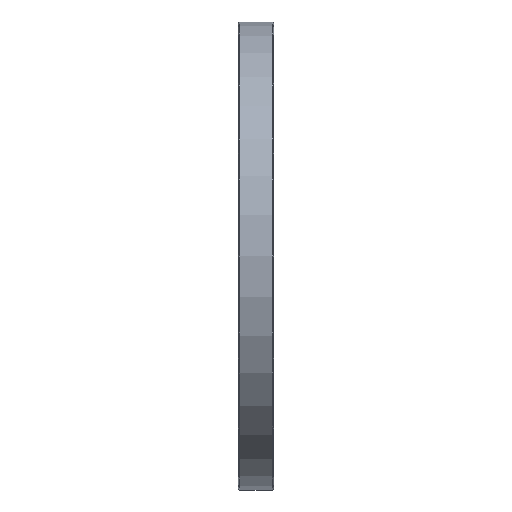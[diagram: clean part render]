
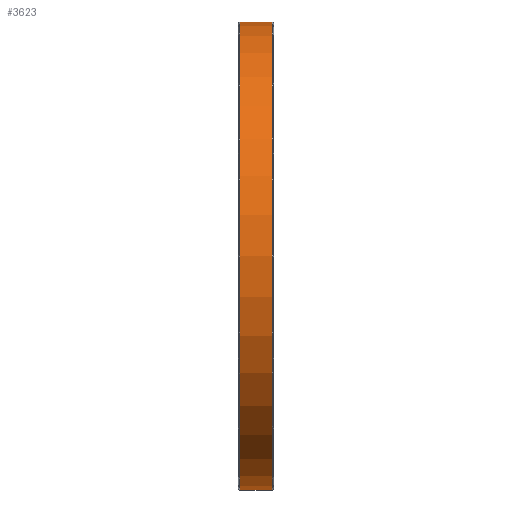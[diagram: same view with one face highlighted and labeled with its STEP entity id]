
A CAD part, left-side view. The second image highlights one B-rep face of the part: STEP entity #3623.
In plain terms, the highlighted cylindrical face has radius 16 mm (diameter 32 mm), a partial arc.
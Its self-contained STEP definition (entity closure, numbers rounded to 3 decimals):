
#18 = LINE ( 'NONE', #2013, #6963 ) ;
#43 = DIRECTION ( 'NONE',  ( 0., 0., 1. ) ) ;
#135 = CARTESIAN_POINT ( 'NONE',  ( 0., 0.1, -16. ) ) ;
#488 = EDGE_LOOP ( 'NONE', ( #1441, #3643, #3998, #4480 ) ) ;
#494 = CARTESIAN_POINT ( 'NONE',  ( 0., 0.1, 0. ) ) ;
#990 = AXIS2_PLACEMENT_3D ( 'NONE', #4711, #7380, #2759 ) ;
#1441 = ORIENTED_EDGE ( 'NONE', *, *, #7516, .F. ) ;
#1576 = AXIS2_PLACEMENT_3D ( 'NONE', #494, #3107, #2455 ) ;
#1646 = CARTESIAN_POINT ( 'NONE',  ( 0., 0.1, 16. ) ) ;
#1956 = VERTEX_POINT ( 'NONE', #1646 ) ;
#2013 = CARTESIAN_POINT ( 'NONE',  ( 0., 2.4, -16. ) ) ;
#2054 = FACE_OUTER_BOUND ( 'NONE', #488, .T. ) ;
#2060 = EDGE_CURVE ( 'NONE', #7329, #2250, #18, .T. ) ;
#2250 = VERTEX_POINT ( 'NONE', #135 ) ;
#2455 = DIRECTION ( 'NONE',  ( 0., 0., 1. ) ) ;
#2741 = CARTESIAN_POINT ( 'NONE',  ( 0., 2.3, 0. ) ) ;
#2759 = DIRECTION ( 'NONE',  ( 0., 0., -1. ) ) ;
#3107 = DIRECTION ( 'NONE',  ( 0., 1., 0. ) ) ;
#3395 = CARTESIAN_POINT ( 'NONE',  ( 0., 2.3, 16. ) ) ;
#3428 = CARTESIAN_POINT ( 'NONE',  ( 0., 2.3, -16. ) ) ;
#3590 = CYLINDRICAL_SURFACE ( 'NONE', #990, 16. ) ;
#3623 = ADVANCED_FACE ( 'NONE', ( #2054 ), #3590, .T. ) ;
#3643 = ORIENTED_EDGE ( 'NONE', *, *, #4028, .T. ) ;
#3813 = CIRCLE ( 'NONE', #1576, 16. ) ;
#3934 = DIRECTION ( 'NONE',  ( 0., -1., 0. ) ) ;
#3998 = ORIENTED_EDGE ( 'NONE', *, *, #2060, .T. ) ;
#4028 = EDGE_CURVE ( 'NONE', #4789, #7329, #5169, .T. ) ;
#4480 = ORIENTED_EDGE ( 'NONE', *, *, #5956, .T. ) ;
#4711 = CARTESIAN_POINT ( 'NONE',  ( 0., 2.4, 0. ) ) ;
#4789 = VERTEX_POINT ( 'NONE', #3395 ) ;
#5169 = CIRCLE ( 'NONE', #5573, 16. ) ;
#5519 = DIRECTION ( 'NONE',  ( 0., -1., 0. ) ) ;
#5573 = AXIS2_PLACEMENT_3D ( 'NONE', #2741, #6694, #43 ) ;
#5956 = EDGE_CURVE ( 'NONE', #2250, #1956, #3813, .T. ) ;
#6028 = VECTOR ( 'NONE', #5519, 1000. ) ;
#6112 = CARTESIAN_POINT ( 'NONE',  ( 0., 2.4, 16. ) ) ;
#6694 = DIRECTION ( 'NONE',  ( 0., -1., 0. ) ) ;
#6963 = VECTOR ( 'NONE', #3934, 1000. ) ;
#7329 = VERTEX_POINT ( 'NONE', #3428 ) ;
#7380 = DIRECTION ( 'NONE',  ( 0., -1., 0. ) ) ;
#7516 = EDGE_CURVE ( 'NONE', #4789, #1956, #8218, .T. ) ;
#8218 = LINE ( 'NONE', #6112, #6028 ) ;
